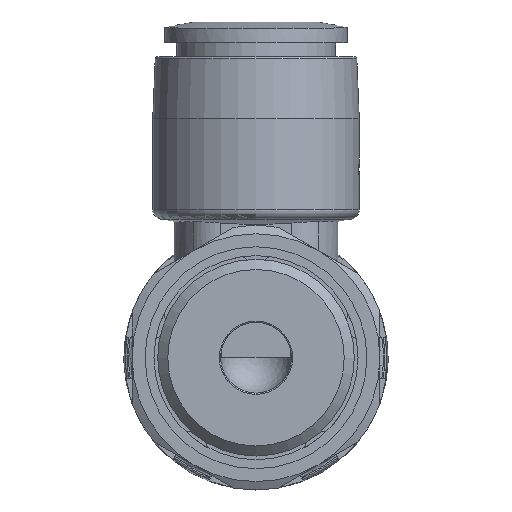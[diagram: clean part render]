
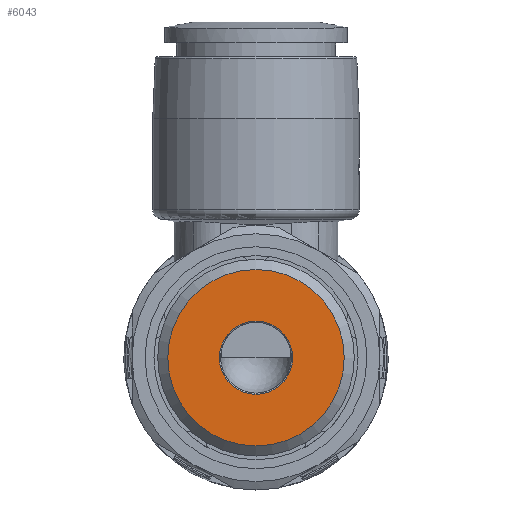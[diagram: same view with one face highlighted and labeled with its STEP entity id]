
A CAD part, front view. The second image highlights one B-rep face of the part: STEP entity #6043.
In plain terms, the highlighted planar face has unit normal (0, -1, 0).
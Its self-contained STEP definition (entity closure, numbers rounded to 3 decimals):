
#458=CIRCLE('',#6486,7.475);
#459=CIRCLE('',#6488,3.1);
#1041=ORIENTED_EDGE('',*,*,#2306,.F.);
#1042=ORIENTED_EDGE('',*,*,#2305,.T.);
#2305=EDGE_CURVE('',#2914,#2914,#458,.T.);
#2306=EDGE_CURVE('',#2915,#2915,#459,.T.);
#2914=VERTEX_POINT('',#9285);
#2915=VERTEX_POINT('',#9288);
#3754=EDGE_LOOP('',(#1041));
#3755=EDGE_LOOP('',(#1042));
#4074=FACE_BOUND('',#3754,.T.);
#4075=FACE_BOUND('',#3755,.T.);
#4321=PLANE('',#6487);
#6043=ADVANCED_FACE('',(#4074,#4075),#4321,.F.);
#6486=AXIS2_PLACEMENT_3D('',#9284,#7362,#7363);
#6487=AXIS2_PLACEMENT_3D('',#9286,#7364,#7365);
#6488=AXIS2_PLACEMENT_3D('',#9287,#7366,#7367);
#7362=DIRECTION('',(0.,-1.,0.));
#7363=DIRECTION('',(0.,0.,-1.));
#7364=DIRECTION('',(0.,1.,0.));
#7365=DIRECTION('',(0.,0.,1.));
#7366=DIRECTION('',(0.,-1.,0.));
#7367=DIRECTION('',(0.,0.,-1.));
#9284=CARTESIAN_POINT('',(0.,0.,0.));
#9285=CARTESIAN_POINT('',(0.,0.,-7.475));
#9286=CARTESIAN_POINT('',(0.,0.,-7.475));
#9287=CARTESIAN_POINT('',(0.,0.,0.));
#9288=CARTESIAN_POINT('',(0.,0.,-3.1));
